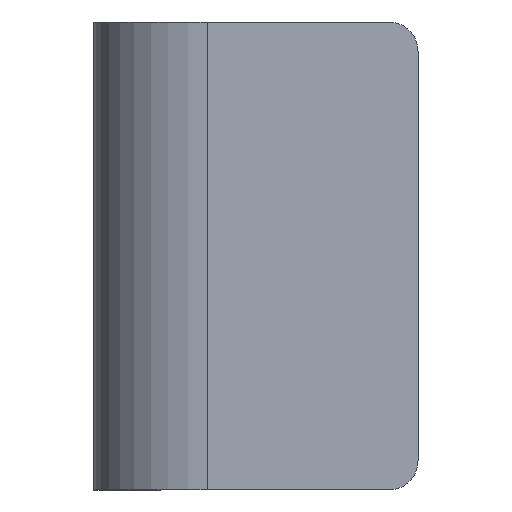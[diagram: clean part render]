
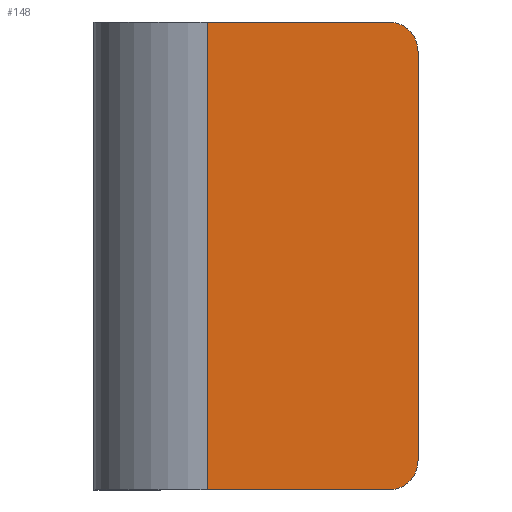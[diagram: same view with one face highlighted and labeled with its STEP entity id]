
A CAD part, front view. The second image highlights one B-rep face of the part: STEP entity #148.
In plain terms, the highlighted planar face has unit normal (0, -1, 0).
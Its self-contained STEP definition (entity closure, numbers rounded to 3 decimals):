
#18 = DIRECTION ( 'NONE',  ( 0., 0., 1. ) ) ;
#26 = AXIS2_PLACEMENT_3D ( 'NONE', #384, #225, #557 ) ;
#32 = LINE ( 'NONE', #324, #654 ) ;
#33 = CIRCLE ( 'NONE', #429, 1. ) ;
#51 = CARTESIAN_POINT ( 'NONE',  ( 0., 0., 8. ) ) ;
#67 = CIRCLE ( 'NONE', #604, 1. ) ;
#69 = VERTEX_POINT ( 'NONE', #289 ) ;
#80 = CARTESIAN_POINT ( 'NONE',  ( 10.081, 0., -7. ) ) ;
#90 = DIRECTION ( 'NONE',  ( 0., -1., 0. ) ) ;
#106 = EDGE_CURVE ( 'NONE', #580, #659, #496, .T. ) ;
#148 = ADVANCED_FACE ( 'NONE', ( #402 ), #173, .F. ) ;
#172 = ORIENTED_EDGE ( 'NONE', *, *, #632, .T. ) ;
#173 = PLANE ( 'NONE',  #26 ) ;
#181 = ORIENTED_EDGE ( 'NONE', *, *, #106, .F. ) ;
#197 = ORIENTED_EDGE ( 'NONE', *, *, #301, .F. ) ;
#207 = EDGE_CURVE ( 'NONE', #278, #269, #32, .T. ) ;
#216 = CARTESIAN_POINT ( 'NONE',  ( 11.081, 0., 7. ) ) ;
#225 = DIRECTION ( 'NONE',  ( 0., 1., 0. ) ) ;
#235 = ORIENTED_EDGE ( 'NONE', *, *, #490, .T. ) ;
#265 = DIRECTION ( 'NONE',  ( 0., 0., -1. ) ) ;
#269 = VERTEX_POINT ( 'NONE', #650 ) ;
#278 = VERTEX_POINT ( 'NONE', #216 ) ;
#283 = LINE ( 'NONE', #527, #558 ) ;
#289 = CARTESIAN_POINT ( 'NONE',  ( 10.081, 0., -8. ) ) ;
#301 = EDGE_CURVE ( 'NONE', #659, #624, #631, .T. ) ;
#324 = CARTESIAN_POINT ( 'NONE',  ( 11.081, 0., -8. ) ) ;
#332 = DIRECTION ( 'NONE',  ( 0., 0., 1. ) ) ;
#384 = CARTESIAN_POINT ( 'NONE',  ( 0., 0., 0. ) ) ;
#393 = DIRECTION ( 'NONE',  ( 0., -1., 0. ) ) ;
#398 = CARTESIAN_POINT ( 'NONE',  ( 3.873, 0., -8. ) ) ;
#402 = FACE_OUTER_BOUND ( 'NONE', #606, .T. ) ;
#404 = DIRECTION ( 'NONE',  ( 0., 0., 1. ) ) ;
#429 = AXIS2_PLACEMENT_3D ( 'NONE', #80, #393, #18 ) ;
#447 = EDGE_CURVE ( 'NONE', #69, #580, #283, .T. ) ;
#450 = VECTOR ( 'NONE', #481, 1000. ) ;
#463 = CARTESIAN_POINT ( 'NONE',  ( 10.081, 0., 7. ) ) ;
#477 = ORIENTED_EDGE ( 'NONE', *, *, #207, .F. ) ;
#481 = DIRECTION ( 'NONE',  ( 1., 0., 0. ) ) ;
#488 = VECTOR ( 'NONE', #332, 1000. ) ;
#490 = EDGE_CURVE ( 'NONE', #278, #624, #67, .T. ) ;
#496 = LINE ( 'NONE', #665, #488 ) ;
#506 = CARTESIAN_POINT ( 'NONE',  ( 3.873, 0., 8. ) ) ;
#524 = DIRECTION ( 'NONE',  ( -1., 0., 0. ) ) ;
#527 = CARTESIAN_POINT ( 'NONE',  ( 0., 0., -8. ) ) ;
#557 = DIRECTION ( 'NONE',  ( 0., 0., 1. ) ) ;
#558 = VECTOR ( 'NONE', #524, 1000. ) ;
#570 = CARTESIAN_POINT ( 'NONE',  ( 10.081, 0., 8. ) ) ;
#580 = VERTEX_POINT ( 'NONE', #398 ) ;
#604 = AXIS2_PLACEMENT_3D ( 'NONE', #463, #90, #404 ) ;
#606 = EDGE_LOOP ( 'NONE', ( #612, #172, #477, #235, #197, #181 ) ) ;
#612 = ORIENTED_EDGE ( 'NONE', *, *, #447, .F. ) ;
#624 = VERTEX_POINT ( 'NONE', #570 ) ;
#631 = LINE ( 'NONE', #51, #450 ) ;
#632 = EDGE_CURVE ( 'NONE', #69, #269, #33, .T. ) ;
#650 = CARTESIAN_POINT ( 'NONE',  ( 11.081, 0., -7. ) ) ;
#654 = VECTOR ( 'NONE', #265, 1000. ) ;
#659 = VERTEX_POINT ( 'NONE', #506 ) ;
#665 = CARTESIAN_POINT ( 'NONE',  ( 3.873, 0., 0. ) ) ;
